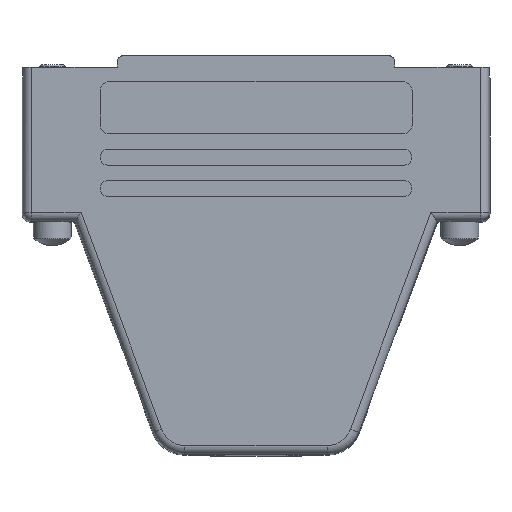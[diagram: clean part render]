
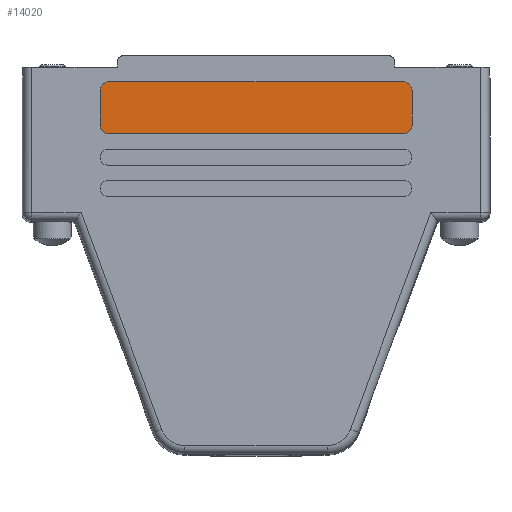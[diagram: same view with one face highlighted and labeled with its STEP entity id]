
A CAD part, front view. The second image highlights one B-rep face of the part: STEP entity #14020.
In plain terms, the highlighted planar face has unit normal (0, -1, 0).
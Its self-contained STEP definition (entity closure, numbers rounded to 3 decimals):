
#1362 = DIRECTION ( 'NONE',  ( 0., 0., 1. ) ) ;
#1968 = VERTEX_POINT ( 'NONE', #15206 ) ;
#2035 = DIRECTION ( 'NONE',  ( 0., -1., 0. ) ) ;
#2279 = AXIS2_PLACEMENT_3D ( 'NONE', #4589, #13746, #17569 ) ;
#2905 = DIRECTION ( 'NONE',  ( 0., 0., 1. ) ) ;
#3152 = DIRECTION ( 'NONE',  ( 0., -1., 0. ) ) ;
#4336 = VERTEX_POINT ( 'NONE', #4440 ) ;
#4440 = CARTESIAN_POINT ( 'NONE',  ( -18., -7.35, -2.809 ) ) ;
#4589 = CARTESIAN_POINT ( 'NONE',  ( -17., -7.35, -6.809 ) ) ;
#4673 = ORIENTED_EDGE ( 'NONE', *, *, #17442, .T. ) ;
#4724 = VERTEX_POINT ( 'NONE', #18232 ) ;
#4949 = LINE ( 'NONE', #9085, #19386 ) ;
#5038 = LINE ( 'NONE', #23619, #13807 ) ;
#5102 = DIRECTION ( 'NONE',  ( 0., 0., 1. ) ) ;
#5171 = CIRCLE ( 'NONE', #9852, 1. ) ;
#5337 = DIRECTION ( 'NONE',  ( 0., -1., 0. ) ) ;
#6610 = AXIS2_PLACEMENT_3D ( 'NONE', #23937, #5337, #5102 ) ;
#6674 = DIRECTION ( 'NONE',  ( 0., 1., 0. ) ) ;
#6693 = CARTESIAN_POINT ( 'NONE',  ( -17., -7.35, -2.809 ) ) ;
#6858 = EDGE_CURVE ( 'NONE', #21226, #14851, #19879, .T. ) ;
#8362 = VERTEX_POINT ( 'NONE', #20402 ) ;
#8385 = PLANE ( 'NONE',  #17959 ) ;
#8678 = VECTOR ( 'NONE', #17983, 1000. ) ;
#8919 = EDGE_CURVE ( 'NONE', #12835, #1968, #21317, .T. ) ;
#9085 = CARTESIAN_POINT ( 'NONE',  ( -18., -7.35, -2.809 ) ) ;
#9477 = DIRECTION ( 'NONE',  ( 0., 0., 1. ) ) ;
#9852 = AXIS2_PLACEMENT_3D ( 'NONE', #6693, #3152, #2905 ) ;
#9977 = ORIENTED_EDGE ( 'NONE', *, *, #6858, .T. ) ;
#9999 = AXIS2_PLACEMENT_3D ( 'NONE', #18787, #2035, #9477 ) ;
#10262 = EDGE_CURVE ( 'NONE', #24130, #21226, #19872, .T. ) ;
#10290 = EDGE_CURVE ( 'NONE', #4336, #4724, #4949, .T. ) ;
#10563 = EDGE_LOOP ( 'NONE', ( #18888, #4673, #19146, #12346, #21085, #18330, #9977, #22232 ) ) ;
#12346 = ORIENTED_EDGE ( 'NONE', *, *, #10290, .T. ) ;
#12632 = DIRECTION ( 'NONE',  ( 1., 0., 0. ) ) ;
#12728 = EDGE_CURVE ( 'NONE', #4724, #24130, #16734, .T. ) ;
#12835 = VERTEX_POINT ( 'NONE', #19274 ) ;
#13746 = DIRECTION ( 'NONE',  ( 0., -1., 0. ) ) ;
#13807 = VECTOR ( 'NONE', #1362, 1000. ) ;
#14020 = ADVANCED_FACE ( 'NONE', ( #23309 ), #8385, .F. ) ;
#14851 = VERTEX_POINT ( 'NONE', #19644 ) ;
#15206 = CARTESIAN_POINT ( 'NONE',  ( 17., -7.35, -1.809 ) ) ;
#15248 = EDGE_CURVE ( 'NONE', #14851, #12835, #5038, .T. ) ;
#15897 = LINE ( 'NONE', #19685, #8678 ) ;
#15971 = CARTESIAN_POINT ( 'NONE',  ( 17., -7.35, -2.809 ) ) ;
#16561 = CARTESIAN_POINT ( 'NONE',  ( 17., -7.35, -7.809 ) ) ;
#16734 = CIRCLE ( 'NONE', #2279, 1. ) ;
#17442 = EDGE_CURVE ( 'NONE', #1968, #8362, #15897, .T. ) ;
#17569 = DIRECTION ( 'NONE',  ( 0., 0., 1. ) ) ;
#17894 = EDGE_CURVE ( 'NONE', #8362, #4336, #5171, .T. ) ;
#17959 = AXIS2_PLACEMENT_3D ( 'NONE', #15971, #6674, #19399 ) ;
#17983 = DIRECTION ( 'NONE',  ( -1., 0., 0. ) ) ;
#18037 = DIRECTION ( 'NONE',  ( 0., 0., -1. ) ) ;
#18232 = CARTESIAN_POINT ( 'NONE',  ( -18., -7.35, -6.809 ) ) ;
#18330 = ORIENTED_EDGE ( 'NONE', *, *, #10262, .T. ) ;
#18787 = CARTESIAN_POINT ( 'NONE',  ( 17., -7.35, -2.809 ) ) ;
#18888 = ORIENTED_EDGE ( 'NONE', *, *, #8919, .T. ) ;
#19146 = ORIENTED_EDGE ( 'NONE', *, *, #17894, .T. ) ;
#19274 = CARTESIAN_POINT ( 'NONE',  ( 18., -7.35, -2.809 ) ) ;
#19386 = VECTOR ( 'NONE', #18037, 1000. ) ;
#19399 = DIRECTION ( 'NONE',  ( 0., 0., 1. ) ) ;
#19644 = CARTESIAN_POINT ( 'NONE',  ( 18., -7.35, -6.809 ) ) ;
#19685 = CARTESIAN_POINT ( 'NONE',  ( 17., -7.35, -1.809 ) ) ;
#19872 = LINE ( 'NONE', #16561, #22909 ) ;
#19879 = CIRCLE ( 'NONE', #6610, 1. ) ;
#20402 = CARTESIAN_POINT ( 'NONE',  ( -17., -7.35, -1.809 ) ) ;
#21085 = ORIENTED_EDGE ( 'NONE', *, *, #12728, .T. ) ;
#21226 = VERTEX_POINT ( 'NONE', #21415 ) ;
#21317 = CIRCLE ( 'NONE', #9999, 1. ) ;
#21399 = CARTESIAN_POINT ( 'NONE',  ( -17., -7.35, -7.809 ) ) ;
#21415 = CARTESIAN_POINT ( 'NONE',  ( 17., -7.35, -7.809 ) ) ;
#22232 = ORIENTED_EDGE ( 'NONE', *, *, #15248, .T. ) ;
#22909 = VECTOR ( 'NONE', #12632, 1000. ) ;
#23309 = FACE_OUTER_BOUND ( 'NONE', #10563, .T. ) ;
#23619 = CARTESIAN_POINT ( 'NONE',  ( 18., -7.35, -2.809 ) ) ;
#23937 = CARTESIAN_POINT ( 'NONE',  ( 17., -7.35, -6.809 ) ) ;
#24130 = VERTEX_POINT ( 'NONE', #21399 ) ;
